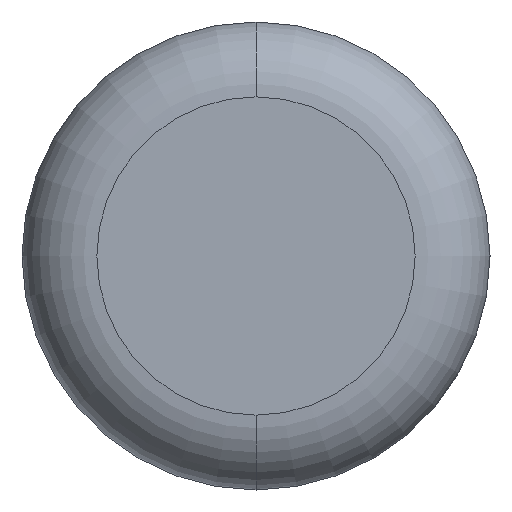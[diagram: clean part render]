
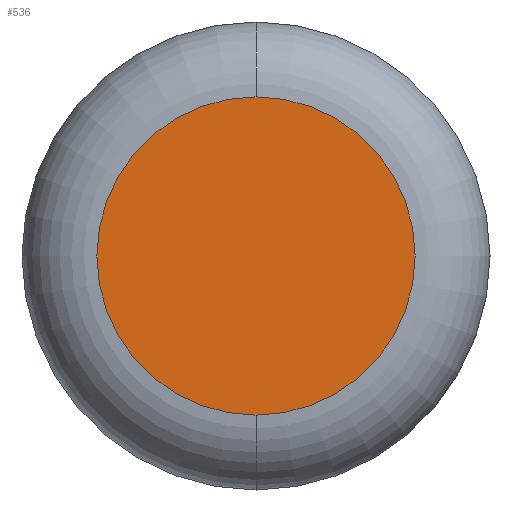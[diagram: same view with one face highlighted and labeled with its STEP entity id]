
A CAD part, front view. The second image highlights one B-rep face of the part: STEP entity #536.
In plain terms, the highlighted planar face has unit normal (0, -1, 0).
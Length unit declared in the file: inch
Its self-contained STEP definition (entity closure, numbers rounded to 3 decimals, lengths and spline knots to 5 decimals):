
#9 = DIRECTION ( 'NONE',  ( 0., 0., -1. ) ) ;
#19 = EDGE_CURVE ( 'NONE', #480, #501, #76, .T. ) ;
#28 = CARTESIAN_POINT ( 'NONE',  ( 0., 0., 0.1275 ) ) ;
#76 = CIRCLE ( 'NONE', #166, 0.1275 ) ;
#98 = AXIS2_PLACEMENT_3D ( 'NONE', #148, #314, #483 ) ;
#105 = CARTESIAN_POINT ( 'NONE',  ( 0., 0., 0. ) ) ;
#142 = AXIS2_PLACEMENT_3D ( 'NONE', #180, #272, #266 ) ;
#148 = CARTESIAN_POINT ( 'NONE',  ( 0., 0., 0. ) ) ;
#166 = AXIS2_PLACEMENT_3D ( 'NONE', #105, #358, #9 ) ;
#180 = CARTESIAN_POINT ( 'NONE',  ( 0., 0., 0. ) ) ;
#203 = ORIENTED_EDGE ( 'NONE', *, *, #385, .T. ) ;
#217 = PLANE ( 'NONE',  #142 ) ;
#266 = DIRECTION ( 'NONE',  ( 0., 0., -1. ) ) ;
#272 = DIRECTION ( 'NONE',  ( 0., -1., 0. ) ) ;
#314 = DIRECTION ( 'NONE',  ( 0., -1., 0. ) ) ;
#358 = DIRECTION ( 'NONE',  ( 0., -1., 0. ) ) ;
#385 = EDGE_CURVE ( 'NONE', #501, #480, #508, .T. ) ;
#406 = FACE_OUTER_BOUND ( 'NONE', #408, .T. ) ;
#408 = EDGE_LOOP ( 'NONE', ( #429, #203 ) ) ;
#424 = CARTESIAN_POINT ( 'NONE',  ( 0., 0., -0.1275 ) ) ;
#429 = ORIENTED_EDGE ( 'NONE', *, *, #19, .T. ) ;
#480 = VERTEX_POINT ( 'NONE', #424 ) ;
#483 = DIRECTION ( 'NONE',  ( 0., 0., -1. ) ) ;
#501 = VERTEX_POINT ( 'NONE', #28 ) ;
#508 = CIRCLE ( 'NONE', #98, 0.1275 ) ;
#536 = ADVANCED_FACE ( 'NONE', ( #406 ), #217, .T. ) ;
